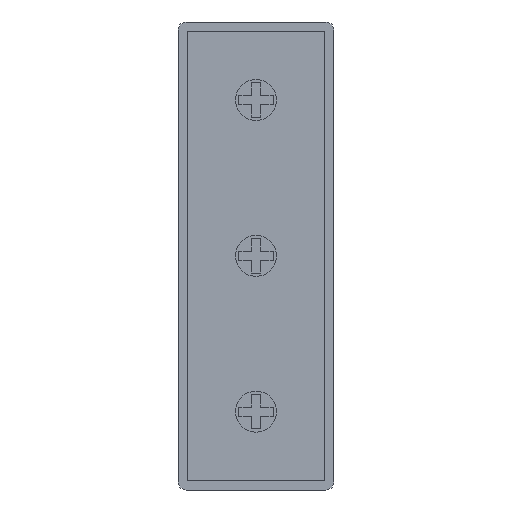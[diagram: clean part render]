
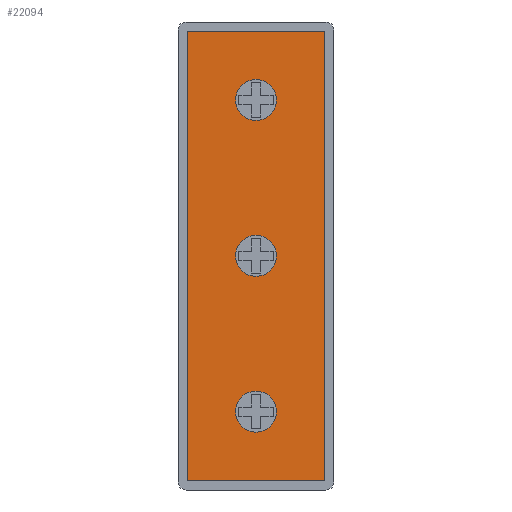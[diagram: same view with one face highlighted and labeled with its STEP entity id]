
A CAD part, front view. The second image highlights one B-rep face of the part: STEP entity #22094.
In plain terms, the highlighted planar face has unit normal (0, -1, 0).
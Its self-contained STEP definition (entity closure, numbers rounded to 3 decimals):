
#43=CIRCLE('',#22294,2.5);
#45=CIRCLE('',#22297,2.5);
#47=CIRCLE('',#22300,2.5);
#1774=FACE_BOUND('',#4321,.T.);
#1775=FACE_BOUND('',#4322,.T.);
#1776=FACE_BOUND('',#4323,.T.);
#1921=PLANE('',#22305);
#3104=FACE_OUTER_BOUND('',#4320,.T.);
#4320=EDGE_LOOP('',(#20360,#20361,#20362,#20363));
#4321=EDGE_LOOP('',(#20364));
#4322=EDGE_LOOP('',(#20365));
#4323=EDGE_LOOP('',(#20366));
#5672=LINE('',#45744,#7045);
#5676=LINE('',#45751,#7049);
#5679=LINE('',#45757,#7052);
#5681=LINE('',#45760,#7054);
#7045=VECTOR('',#24000,10.);
#7049=VECTOR('',#24006,10.);
#7052=VECTOR('',#24011,10.);
#7054=VECTOR('',#24015,10.);
#10216=VERTEX_POINT('',#45722);
#10218=VERTEX_POINT('',#45728);
#10220=VERTEX_POINT('',#45734);
#10223=VERTEX_POINT('',#45741);
#10224=VERTEX_POINT('',#45743);
#10226=VERTEX_POINT('',#45749);
#10228=VERTEX_POINT('',#45755);
#13607=EDGE_CURVE('',#10216,#10216,#43,.T.);
#13610=EDGE_CURVE('',#10218,#10218,#45,.T.);
#13613=EDGE_CURVE('',#10220,#10220,#47,.T.);
#13616=EDGE_CURVE('',#10223,#10224,#5672,.T.);
#13620=EDGE_CURVE('',#10226,#10223,#5676,.T.);
#13623=EDGE_CURVE('',#10228,#10226,#5679,.T.);
#13625=EDGE_CURVE('',#10224,#10228,#5681,.T.);
#20360=ORIENTED_EDGE('',*,*,#13625,.F.);
#20361=ORIENTED_EDGE('',*,*,#13616,.F.);
#20362=ORIENTED_EDGE('',*,*,#13620,.F.);
#20363=ORIENTED_EDGE('',*,*,#13623,.F.);
#20364=ORIENTED_EDGE('',*,*,#13613,.F.);
#20365=ORIENTED_EDGE('',*,*,#13610,.F.);
#20366=ORIENTED_EDGE('',*,*,#13607,.F.);
#22094=ADVANCED_FACE('',(#3104,#1774,#1775,#1776),#1921,.F.);
#22294=AXIS2_PLACEMENT_3D('',#45724,#23980,#23981);
#22297=AXIS2_PLACEMENT_3D('',#45730,#23987,#23988);
#22300=AXIS2_PLACEMENT_3D('',#45736,#23994,#23995);
#22305=AXIS2_PLACEMENT_3D('',#45761,#24016,#24017);
#23980=DIRECTION('center_axis',(0.,-1.,0.));
#23981=DIRECTION('ref_axis',(1.,0.,0.));
#23987=DIRECTION('center_axis',(0.,-1.,0.));
#23988=DIRECTION('ref_axis',(1.,0.,0.));
#23994=DIRECTION('center_axis',(0.,-1.,0.));
#23995=DIRECTION('ref_axis',(1.,0.,0.));
#24000=DIRECTION('',(-1.,0.,0.));
#24006=DIRECTION('',(0.,0.,-1.));
#24011=DIRECTION('',(1.,0.,0.));
#24015=DIRECTION('',(0.,0.,1.));
#24016=DIRECTION('center_axis',(0.,1.,0.));
#24017=DIRECTION('ref_axis',(1.,0.,0.));
#45722=CARTESIAN_POINT('',(-2.5,5.,-38.));
#45724=CARTESIAN_POINT('Origin',(0.,5.,-38.));
#45728=CARTESIAN_POINT('',(-2.5,5.,0.));
#45730=CARTESIAN_POINT('Origin',(0.,5.,0.));
#45734=CARTESIAN_POINT('',(-2.5,5.,-19.));
#45736=CARTESIAN_POINT('Origin',(0.,5.,-19.));
#45741=CARTESIAN_POINT('',(8.4,5.,-46.45));
#45743=CARTESIAN_POINT('',(-8.4,5.,-46.45));
#45744=CARTESIAN_POINT('',(8.4,5.,-46.45));
#45749=CARTESIAN_POINT('',(8.4,5.,8.4));
#45751=CARTESIAN_POINT('',(8.4,5.,8.4));
#45755=CARTESIAN_POINT('',(-8.4,5.,8.4));
#45757=CARTESIAN_POINT('',(-8.4,5.,8.4));
#45760=CARTESIAN_POINT('',(-8.4,5.,-46.45));
#45761=CARTESIAN_POINT('Origin',(0.,5.,-19.025));
